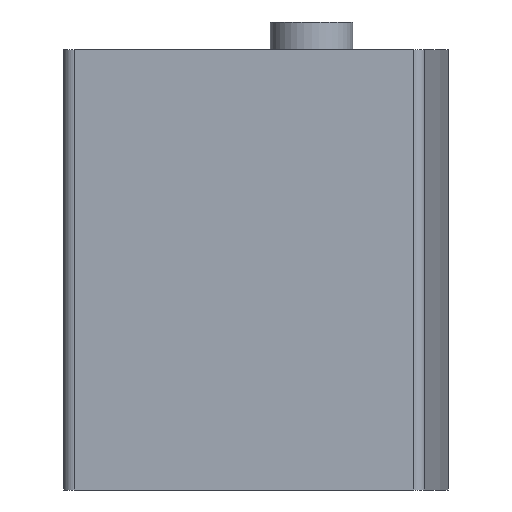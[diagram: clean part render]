
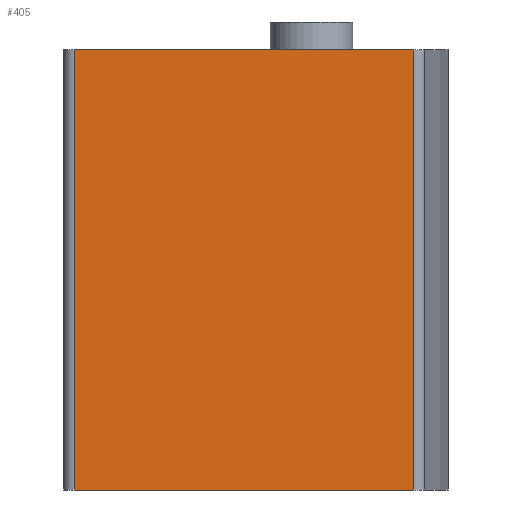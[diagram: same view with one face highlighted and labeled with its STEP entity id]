
A CAD part, left-side view. The second image highlights one B-rep face of the part: STEP entity #405.
In plain terms, the highlighted planar face has unit normal (-1, 0, 0).
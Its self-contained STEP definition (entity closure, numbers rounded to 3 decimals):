
#79=ORIENTED_EDGE('',*,*,#171,.F.);
#80=ORIENTED_EDGE('',*,*,#172,.F.);
#81=ORIENTED_EDGE('',*,*,#173,.T.);
#82=ORIENTED_EDGE('',*,*,#174,.T.);
#171=EDGE_CURVE('',#217,#218,#255,.T.);
#172=EDGE_CURVE('',#219,#217,#256,.T.);
#173=EDGE_CURVE('',#219,#220,#257,.T.);
#174=EDGE_CURVE('',#220,#218,#258,.T.);
#217=VERTEX_POINT('',#676);
#218=VERTEX_POINT('',#677);
#219=VERTEX_POINT('',#679);
#220=VERTEX_POINT('',#681);
#255=LINE('',#675,#269);
#256=LINE('',#678,#270);
#257=LINE('',#680,#271);
#258=LINE('',#682,#272);
#269=VECTOR('',#531,1000.);
#270=VECTOR('',#532,1000.);
#271=VECTOR('',#533,1000.);
#272=VECTOR('',#534,1000.);
#283=EDGE_LOOP('',(#79,#80,#81,#82));
#337=FACE_BOUND('',#283,.T.);
#391=PLANE('',#462);
#405=ADVANCED_FACE('',(#337),#391,.T.);
#462=AXIS2_PLACEMENT_3D('',#674,#529,#530);
#529=DIRECTION('',(-1.,0.,0.));
#530=DIRECTION('',(0.,0.,1.));
#531=DIRECTION('',(0.,-1.,0.));
#532=DIRECTION('',(0.,0.,1.));
#533=DIRECTION('',(0.,-1.,0.));
#534=DIRECTION('',(0.,0.,1.));
#674=CARTESIAN_POINT('',(-6.5,8.6,-16.));
#675=CARTESIAN_POINT('',(-6.5,8.6,0.));
#676=CARTESIAN_POINT('',(-6.5,8.6,0.));
#677=CARTESIAN_POINT('',(-6.5,-3.721,0.));
#678=CARTESIAN_POINT('',(-6.5,8.6,-16.));
#679=CARTESIAN_POINT('',(-6.5,8.6,-16.));
#680=CARTESIAN_POINT('',(-6.5,8.6,-16.));
#681=CARTESIAN_POINT('',(-6.5,-3.721,-16.));
#682=CARTESIAN_POINT('',(-6.5,-3.721,-16.));
